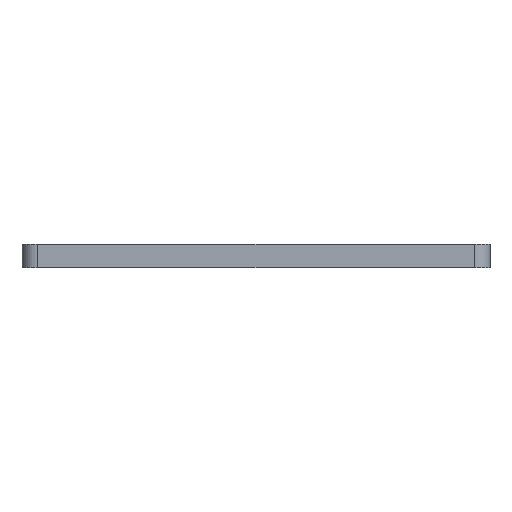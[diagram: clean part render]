
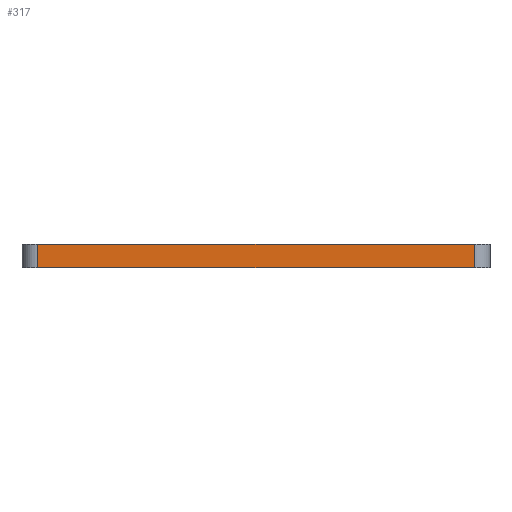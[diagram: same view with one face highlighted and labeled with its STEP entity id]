
A CAD part, left-side view. The second image highlights one B-rep face of the part: STEP entity #317.
In plain terms, the highlighted planar face has unit normal (-1, 0, 0).
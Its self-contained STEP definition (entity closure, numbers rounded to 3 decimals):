
#20 = CARTESIAN_POINT ( 'NONE',  ( 0., 58., 0. ) ) ;
#36 = ORIENTED_EDGE ( 'NONE', *, *, #375, .T. ) ;
#54 = CARTESIAN_POINT ( 'NONE',  ( 0., 2., 3. ) ) ;
#80 = DIRECTION ( 'NONE',  ( 0., 0., -1. ) ) ;
#89 = DIRECTION ( 'NONE',  ( 0., -1., 0. ) ) ;
#134 = DIRECTION ( 'NONE',  ( 1., 0., 0. ) ) ;
#148 = CARTESIAN_POINT ( 'NONE',  ( 0., 2., 0. ) ) ;
#156 = VECTOR ( 'NONE', #384, 1000. ) ;
#195 = ORIENTED_EDGE ( 'NONE', *, *, #520, .F. ) ;
#206 = LINE ( 'NONE', #591, #822 ) ;
#213 = EDGE_CURVE ( 'NONE', #646, #245, #824, .T. ) ;
#235 = CARTESIAN_POINT ( 'NONE',  ( 0., 58., 3. ) ) ;
#245 = VERTEX_POINT ( 'NONE', #259 ) ;
#259 = CARTESIAN_POINT ( 'NONE',  ( 0., 2., 3. ) ) ;
#298 = EDGE_LOOP ( 'NONE', ( #395, #195, #330, #36 ) ) ;
#317 = ADVANCED_FACE ( 'NONE', ( #821 ), #510, .F. ) ;
#324 = CARTESIAN_POINT ( 'NONE',  ( 0., 2., 3. ) ) ;
#330 = ORIENTED_EDGE ( 'NONE', *, *, #213, .F. ) ;
#375 = EDGE_CURVE ( 'NONE', #646, #385, #206, .T. ) ;
#384 = DIRECTION ( 'NONE',  ( 0., -1., 0. ) ) ;
#385 = VERTEX_POINT ( 'NONE', #20 ) ;
#391 = VERTEX_POINT ( 'NONE', #148 ) ;
#395 = ORIENTED_EDGE ( 'NONE', *, *, #700, .T. ) ;
#424 = VECTOR ( 'NONE', #89, 1000. ) ;
#442 = DIRECTION ( 'NONE',  ( 0., 0., -1. ) ) ;
#445 = AXIS2_PLACEMENT_3D ( 'NONE', #324, #134, #442 ) ;
#488 = DIRECTION ( 'NONE',  ( 0., 0., -1. ) ) ;
#510 = PLANE ( 'NONE',  #445 ) ;
#513 = VECTOR ( 'NONE', #488, 1000. ) ;
#518 = CARTESIAN_POINT ( 'NONE',  ( 0., 2., 0. ) ) ;
#520 = EDGE_CURVE ( 'NONE', #245, #391, #608, .T. ) ;
#591 = CARTESIAN_POINT ( 'NONE',  ( 0., 58., 3. ) ) ;
#608 = LINE ( 'NONE', #54, #513 ) ;
#646 = VERTEX_POINT ( 'NONE', #235 ) ;
#700 = EDGE_CURVE ( 'NONE', #385, #391, #711, .T. ) ;
#711 = LINE ( 'NONE', #518, #424 ) ;
#765 = CARTESIAN_POINT ( 'NONE',  ( 0., 2., 3. ) ) ;
#821 = FACE_OUTER_BOUND ( 'NONE', #298, .T. ) ;
#822 = VECTOR ( 'NONE', #80, 1000. ) ;
#824 = LINE ( 'NONE', #765, #156 ) ;
